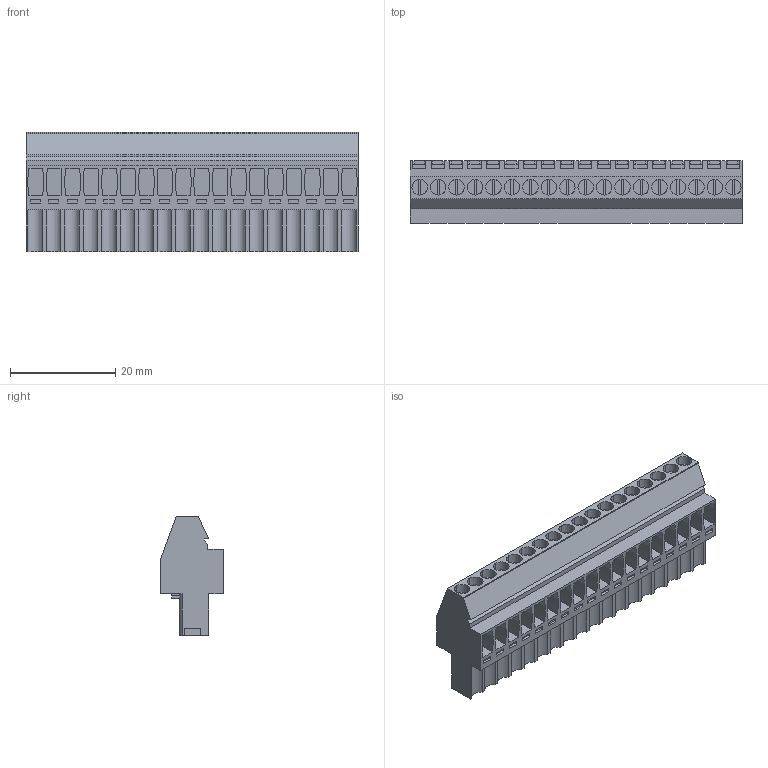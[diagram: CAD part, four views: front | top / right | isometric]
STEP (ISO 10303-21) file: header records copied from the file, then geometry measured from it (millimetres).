
FILE_DESCRIPTION(('CATIA V5 STEP Exchange','CAx-IF Rec.Pracs.--- Model Styling and Organization---1.2---2011-12-15'),'2;1');
FILE_NAME ('D1454099_0_1639630000_1639630000.stp','2017-04-20T07:29:21+00:00',('none'),('Weidmueller'),'CATIA Version 5-6 Release 2014','CATIA V5 STEP AP214','none');
FILE_SCHEMA(('AUTOMOTIVE_DESIGN { 1 0 10303 214 1 1 1 1 }'));
Length unit declared in the file: millimetre
Products named in the file (1): 1639630000
Bounding box: 63 x 11.83 x 22.6 mm (x, y, z)
Volume: 9572 mm3; surface area: 7468.1 mm2
Topology: 19 solids, 19 shells, 1026 faces, 2833 edges, 1917 vertices
Faces by surface type: plane 882, cylinder 144
Entity records: 29936 total; most frequent: ORIENTED_EDGE 5666, CARTESIAN_POINT 5530, DIRECTION 3923, EDGE_CURVE 2833, VECTOR 2365, LINE 2365, VERTEX_POINT 1917, EDGE_LOOP 1098
